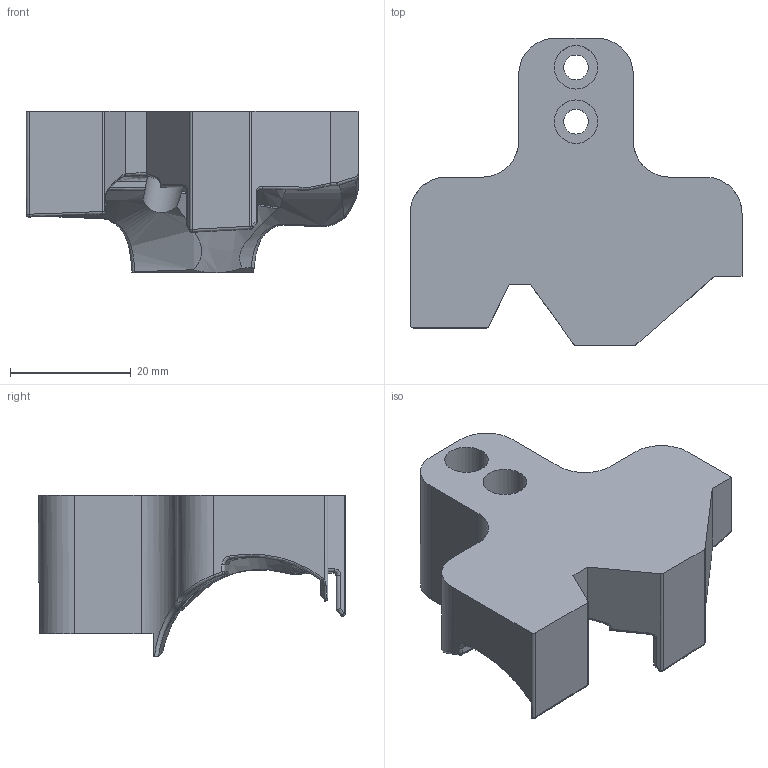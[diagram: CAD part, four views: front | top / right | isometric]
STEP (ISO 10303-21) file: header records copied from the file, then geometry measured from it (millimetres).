
FILE_DESCRIPTION(/* description */ (''),/* implementation_level */ '2;1');
FILE_NAME(/* name */ '31sj1.stp',/* time_stamp */ '2019-05-31T16:09:59+08:00',/* author */ (''),/* organization */ (''),/* preprocessor_version */ 'ST-DEVELOPER v16',/* originating_system */ 'SIEMENS PLM Software NX 10.0',/* authorisation */ '');
FILE_SCHEMA (('CONFIG_CONTROL_DESIGN'));
Length unit declared in the file: millimetre
Products named in the file (1): 31sj11
Bounding box: 55 x 50.88 x 26.82 mm (x, y, z)
Volume: 22635.5 mm3; surface area: 8567.9 mm2
Topology: 1 solids, 1 shells, 125 faces, 335 edges, 211 vertices
Faces by surface type: bspline 41, cylinder 39, plane 38, sphere 5, cone 2
Full cylindrical faces by diameter (mm): 3.3 x1, 4.1 x2, 4.2 x10, 7.2 x2
Entity records: 7606 total; most frequent: CARTESIAN_POINT 5038, ORIENTED_EDGE 582, DIRECTION 421, EDGE_CURVE 291, VERTEX_POINT 188, AXIS2_PLACEMENT_3D 168, EDGE_LOOP 131, ADVANCED_FACE 115
